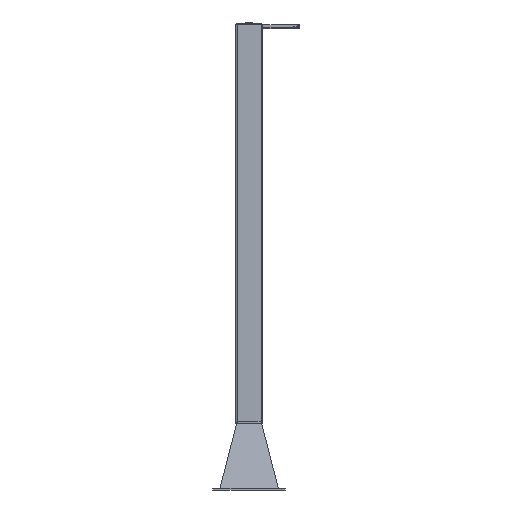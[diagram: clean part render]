
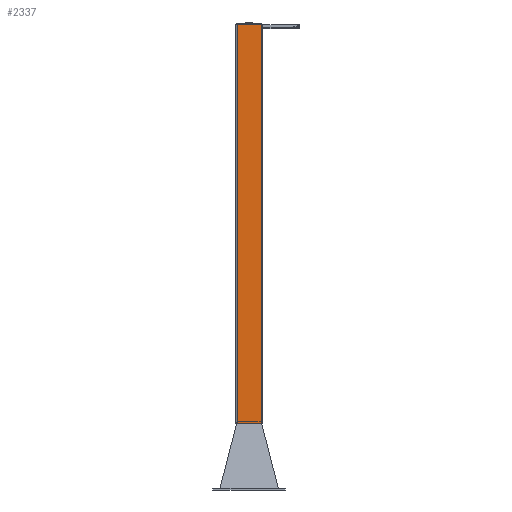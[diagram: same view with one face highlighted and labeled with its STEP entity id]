
A CAD part, left-side view. The second image highlights one B-rep face of the part: STEP entity #2337.
In plain terms, the highlighted planar face has unit normal (-1, 0, 0).
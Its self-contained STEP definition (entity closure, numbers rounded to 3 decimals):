
#2337=ADVANCED_FACE('',(#4221),#4222,.F.);
#4221=FACE_OUTER_BOUND('',#12132,.T.);
#4222=PLANE('',#12133);
#12132=EDGE_LOOP('',(#14862,#14863,#14864,#14865));
#12133=AXIS2_PLACEMENT_3D('',#14866,#14867,#14868);
#14862=ORIENTED_EDGE('',*,*,#18300,.F.);
#14863=ORIENTED_EDGE('',*,*,#18311,.T.);
#14864=ORIENTED_EDGE('',*,*,#18312,.T.);
#14865=ORIENTED_EDGE('',*,*,#18313,.T.);
#14866=CARTESIAN_POINT('',(-100.0,19.444,27.778));
#14867=DIRECTION('',(1.0,0.0,0.0));
#14868=DIRECTION('',(0.0,0.0,-1.0));
#18300=EDGE_CURVE('',#20175,#20177,#20178,.T.);
#18311=EDGE_CURVE('',#20175,#20195,#20196,.T.);
#18312=EDGE_CURVE('',#20195,#20197,#20198,.T.);
#18313=EDGE_CURVE('',#20197,#20177,#20199,.F.);
#20175=VERTEX_POINT('',#24317);
#20177=VERTEX_POINT('',#24319);
#20178=LINE('',#24320,#24321);
#20195=VERTEX_POINT('',#24343);
#20196=LINE('',#24344,#24345);
#20197=VERTEX_POINT('',#24346);
#20198=LINE('',#24347,#24348);
#20199=LINE('',#24349,#24350);
#24317=CARTESIAN_POINT('',(-100.0,10.444,27.778));
#24319=CARTESIAN_POINT('',(-100.0,-171.556,27.778));
#24320=CARTESIAN_POINT('',(-100.0,19.444,27.778));
#24321=VECTOR('',#28296,1.0);
#24343=CARTESIAN_POINT('',(-100.0,10.444,-2972.222));
#24344=CARTESIAN_POINT('',(-100.0,10.444,27.778));
#24345=VECTOR('',#28311,1.0);
#24346=CARTESIAN_POINT('',(-100.0,-171.556,-2972.222));
#24347=CARTESIAN_POINT('',(-100.0,19.444,-2972.222));
#24348=VECTOR('',#28312,1.0);
#24349=CARTESIAN_POINT('',(-100.0,-171.556,27.778));
#24350=VECTOR('',#28313,1.0);
#28296=DIRECTION('',(0.0,-1.0,0.0));
#28311=DIRECTION('',(0.0,0.0,-1.0));
#28312=DIRECTION('',(0.0,-1.0,0.0));
#28313=DIRECTION('',(0.0,0.0,-1.0));
